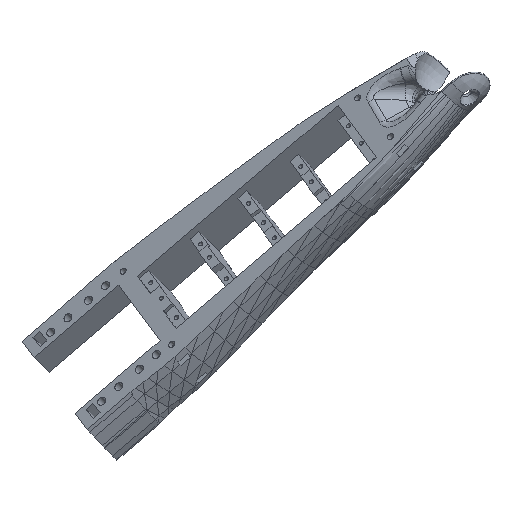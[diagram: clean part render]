
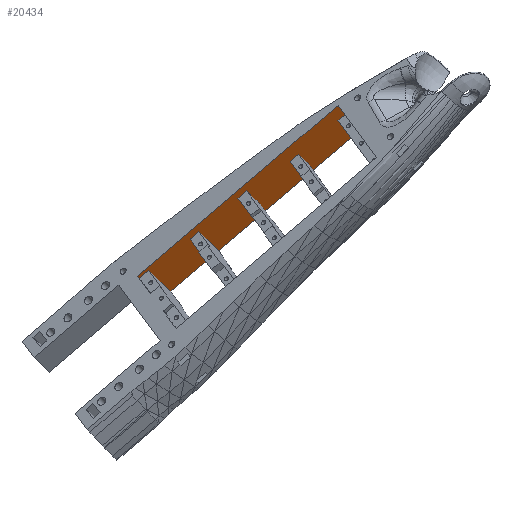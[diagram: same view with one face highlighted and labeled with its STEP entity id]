
A CAD part, isometric view. The second image highlights one B-rep face of the part: STEP entity #20434.
In plain terms, the highlighted planar face has unit normal (-0.3, -0.945, -0.134).
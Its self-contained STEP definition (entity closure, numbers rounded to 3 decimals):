
#157=DIRECTION('',(0.752,-0.321,0.575));
#158=VECTOR('',#157,23.);
#159=CARTESIAN_POINT('',(-57.985,52.924,-80.139));
#160=LINE('',#159,#158);
#169=DIRECTION('',(0.752,-0.321,0.575));
#170=VECTOR('',#169,79.);
#171=CARTESIAN_POINT('',(-36.919,43.948,-64.025));
#172=LINE('',#171,#170);
#1115=DIRECTION('',(-0.752,0.321,-0.575));
#1116=VECTOR('',#1115,117.3);
#1117=CARTESIAN_POINT('',(12.792,18.682,2.874));
#1118=LINE('',#1117,#1116);
#6090=DIRECTION('',(0.586,-0.072,-0.807));
#6091=VECTOR('',#6090,21.);
#6092=CARTESIAN_POINT('',(-70.298,54.444,
-63.195));
#6093=LINE('',#6092,#6091);
#6206=DIRECTION('',(0.586,-0.072,-0.807));
#6207=VECTOR('',#6206,19.);
#6208=CARTESIAN_POINT('',(-48.06,45.322,
-48.695));
#6209=LINE('',#6208,#6207);
#6230=DIRECTION('',(0.752,-0.321,0.575));
#6231=VECTOR('',#6230,5.);
#6232=CARTESIAN_POINT('',(-51.821,46.925,
-51.573));
#6233=LINE('',#6232,#6231);
#6244=DIRECTION('',(0.586,-0.072,-0.807));
#6245=VECTOR('',#6244,8.);
#6246=CARTESIAN_POINT('',(12.792,18.682,2.874));
#6247=LINE('',#6246,#6245);
#6248=DIRECTION('',(0.586,-0.072,-0.807));
#6249=VECTOR('',#6248,15.);
#6250=CARTESIAN_POINT('',(13.721,19.706,-6.458));
#6251=LINE('',#6250,#6249);
#6252=DIRECTION('',(0.586,-0.072,-0.807));
#6253=VECTOR('',#6252,19.);
#6254=CARTESIAN_POINT('',(-51.821,46.925,
-51.573));
#6255=LINE('',#6254,#6253);
#6256=DIRECTION('',(0.586,-0.072,-0.807));
#6257=VECTOR('',#6256,9.);
#6258=CARTESIAN_POINT('',(-7.344,28.683,
-22.572));
#6259=LINE('',#6258,#6257);
#6260=DIRECTION('',(0.586,-0.072,-0.807));
#6261=VECTOR('',#6260,13.);
#6262=CARTESIAN_POINT('',(-30.756,37.949,
-35.459));
#6263=LINE('',#6262,#6261);
#6276=DIRECTION('',(0.752,-0.321,0.575));
#6277=VECTOR('',#6276,5.);
#6278=CARTESIAN_POINT('',(13.721,19.706,-6.458));
#6279=LINE('',#6278,#6277);
#6408=DIRECTION('',(0.752,-0.321,0.575));
#6409=VECTOR('',#6408,5.3);
#6410=CARTESIAN_POINT('',(-74.285,56.143,
-66.245));
#6411=LINE('',#6410,#6409);
#6434=DIRECTION('',(0.586,-0.072,-0.807));
#6435=VECTOR('',#6434,2.);
#6436=CARTESIAN_POINT('',(-75.458,56.287,
-64.632));
#6437=LINE('',#6436,#6435);
#6450=DIRECTION('',(0.586,-0.072,-0.807));
#6451=VECTOR('',#6450,9.);
#6452=CARTESIAN_POINT('',(-3.583,27.08,
-19.695));
#6453=LINE('',#6452,#6451);
#6594=DIRECTION('',(-0.752,0.321,-0.575));
#6595=VECTOR('',#6594,5.);
#6596=CARTESIAN_POINT('',(1.694,26.429,-26.956));
#6597=LINE('',#6596,#6595);
#6628=DIRECTION('',(0.752,-0.321,0.575));
#6629=VECTOR('',#6628,5.);
#6630=CARTESIAN_POINT('',(-7.344,28.683,
-22.572));
#6631=LINE('',#6630,#6629);
#6666=DIRECTION('',(0.752,-0.321,0.575));
#6667=VECTOR('',#6666,5.);
#6668=CARTESIAN_POINT('',(-30.756,37.949,
-35.459));
#6669=LINE('',#6668,#6667);
#6704=DIRECTION('',(0.586,-0.072,-0.807));
#6705=VECTOR('',#6704,13.);
#6706=CARTESIAN_POINT('',(-26.994,36.346,
-32.581));
#6707=LINE('',#6706,#6705);
#6724=DIRECTION('',(-0.752,0.321,-0.575));
#6725=VECTOR('',#6724,5.);
#6726=CARTESIAN_POINT('',(-19.371,35.405,
-43.07));
#6727=LINE('',#6726,#6725);
#7105=CARTESIAN_POINT('',(-7.344,28.683,
-22.572));
#7106=CARTESIAN_POINT('',(-2.067,28.032,
-29.834));
#7107=VERTEX_POINT('',#7105);
#7108=VERTEX_POINT('',#7106);
#7157=CARTESIAN_POINT('',(-3.583,27.08,
-19.695));
#7158=VERTEX_POINT('',#7157);
#7166=CARTESIAN_POINT('',(-48.06,45.322,
-48.695));
#7168=VERTEX_POINT('',#7166);
#7386=CARTESIAN_POINT('',(-30.756,37.949,
-35.459));
#7387=CARTESIAN_POINT('',(-26.994,36.346,
-32.581));
#7388=VERTEX_POINT('',#7386);
#7389=VERTEX_POINT('',#7387);
#7409=CARTESIAN_POINT('',(-51.821,46.925,
-51.573));
#7411=VERTEX_POINT('',#7409);
#7443=CARTESIAN_POINT('',(-57.985,52.924,
-80.139));
#7444=VERTEX_POINT('',#7443);
#7558=CARTESIAN_POINT('',(-74.285,56.143,
-66.245));
#7559=CARTESIAN_POINT('',(-70.298,54.444,
-63.195));
#7560=VERTEX_POINT('',#7558);
#7561=VERTEX_POINT('',#7559);
#7578=CARTESIAN_POINT('',(1.694,26.429,-26.956));
#7579=VERTEX_POINT('',#7578);
#7594=CARTESIAN_POINT('',(22.516,18.621,-18.561));
#7595=VERTEX_POINT('',#7594);
#7604=CARTESIAN_POINT('',(-40.681,45.551,
-66.902));
#7606=VERTEX_POINT('',#7604);
#7726=CARTESIAN_POINT('',(12.792,18.682,2.874));
#7727=CARTESIAN_POINT('',(17.483,18.103,-3.581));
#7728=VERTEX_POINT('',#7726);
#7729=VERTEX_POINT('',#7727);
#7889=CARTESIAN_POINT('',(-23.133,37.008,
-45.947));
#7891=VERTEX_POINT('',#7889);
#7952=CARTESIAN_POINT('',(-19.371,35.405,
-43.07));
#7954=VERTEX_POINT('',#7952);
#8044=CARTESIAN_POINT('',(13.721,19.706,-6.458));
#8045=VERTEX_POINT('',#8044);
#8137=CARTESIAN_POINT('',(-36.919,43.948,
-64.025));
#8139=VERTEX_POINT('',#8137);
#8217=CARTESIAN_POINT('',(-75.458,56.287,
-64.632));
#8218=VERTEX_POINT('',#8217);
#20390=CARTESIAN_POINT('',(93.513,22.616,
-206.456));
#20391=DIRECTION('',(-0.3,-0.944,-0.134));
#20392=DIRECTION('',(-0.953,0.303,0.));
#20393=AXIS2_PLACEMENT_3D('',#20390,#20391,#20392);
#20394=PLANE('',#20393);
#20395=ORIENTED_EDGE('',*,*,#9827,.F.);
#20397=ORIENTED_EDGE('',*,*,#20396,.T.);
#20399=ORIENTED_EDGE('',*,*,#20398,.F.);
#20401=ORIENTED_EDGE('',*,*,#20400,.T.);
#20402=ORIENTED_EDGE('',*,*,#8974,.F.);
#20403=ORIENTED_EDGE('',*,*,#20352,.F.);
#20404=ORIENTED_EDGE('',*,*,#20379,.F.);
#20405=ORIENTED_EDGE('',*,*,#20302,.T.);
#20406=ORIENTED_EDGE('',*,*,#8966,.F.);
#20407=ORIENTED_EDGE('',*,*,#20172,.F.);
#20409=ORIENTED_EDGE('',*,*,#20408,.F.);
#20411=ORIENTED_EDGE('',*,*,#20410,.F.);
#20412=EDGE_LOOP('',(#20395,#20397,#20399,#20401,#20402,#20403,#20404,#20405,
#20406,#20407,#20409,#20411));
#20413=FACE_OUTER_BOUND('',#20412,.F.);
#20415=ORIENTED_EDGE('',*,*,#20414,.F.);
#20417=ORIENTED_EDGE('',*,*,#20416,.F.);
#20419=ORIENTED_EDGE('',*,*,#20418,.T.);
#20421=ORIENTED_EDGE('',*,*,#20420,.F.);
#20422=EDGE_LOOP('',(#20415,#20417,#20419,#20421));
#20423=FACE_BOUND('',#20422,.F.);
#20425=ORIENTED_EDGE('',*,*,#20424,.F.);
#20427=ORIENTED_EDGE('',*,*,#20426,.T.);
#20429=ORIENTED_EDGE('',*,*,#20428,.F.);
#20431=ORIENTED_EDGE('',*,*,#20430,.F.);
#20432=EDGE_LOOP('',(#20425,#20427,#20429,#20431));
#20433=FACE_BOUND('',#20432,.F.);
#20434=ADVANCED_FACE('',(#20413,#20423,#20433),#20394,.T.);
#8966=EDGE_CURVE('',#7444,#7606,#160,.T.);
#8974=EDGE_CURVE('',#8139,#7595,#172,.T.);
#9827=EDGE_CURVE('',#7728,#8218,#1118,.T.);
#20172=EDGE_CURVE('',#7561,#7444,#6093,.T.);
#20302=EDGE_CURVE('',#7411,#7606,#6255,.T.);
#20352=EDGE_CURVE('',#7168,#8139,#6209,.T.);
#20379=EDGE_CURVE('',#7411,#7168,#6233,.T.);
#20396=EDGE_CURVE('',#7728,#7729,#6247,.T.);
#20398=EDGE_CURVE('',#8045,#7729,#6279,.T.);
#20400=EDGE_CURVE('',#8045,#7595,#6251,.T.);
#20408=EDGE_CURVE('',#7560,#7561,#6411,.T.);
#20410=EDGE_CURVE('',#8218,#7560,#6437,.T.);
#20414=EDGE_CURVE('',#7158,#7579,#6453,.T.);
#20416=EDGE_CURVE('',#7107,#7158,#6631,.T.);
#20418=EDGE_CURVE('',#7107,#7108,#6259,.T.);
#20420=EDGE_CURVE('',#7579,#7108,#6597,.T.);
#20424=EDGE_CURVE('',#7388,#7389,#6669,.T.);
#20426=EDGE_CURVE('',#7388,#7891,#6263,.T.);
#20428=EDGE_CURVE('',#7954,#7891,#6727,.T.);
#20430=EDGE_CURVE('',#7389,#7954,#6707,.T.);
